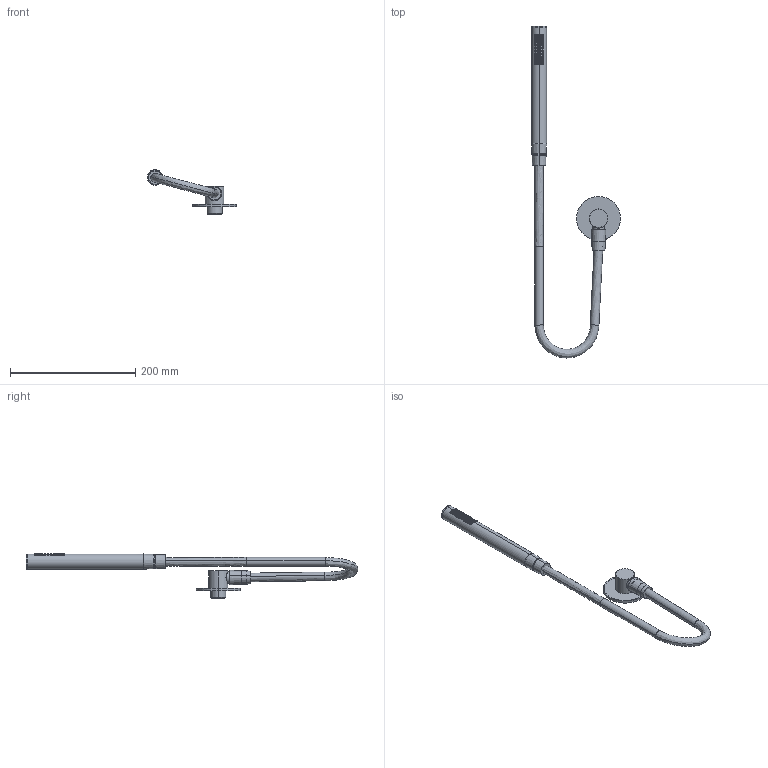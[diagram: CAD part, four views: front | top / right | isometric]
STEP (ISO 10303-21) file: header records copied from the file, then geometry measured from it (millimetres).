
FILE_DESCRIPTION (( 'STEP AP214' ), '1' );
FILE_NAME ('CHV.0004 3D.STEP', '2023-08-01T09:46:58', ( '' ), ( '' ), 'SwSTEP 2.0', 'SolidWorks 2022', '' );
FILE_SCHEMA (( 'AUTOMOTIVE_DESIGN' ));
Length unit declared in the file: millimetre
Products named in the file (5): 0001-CHUVEIRO_DE_MÃO_CILINDRICO_000000000000; 0001-ESPELHO_Ø70_TOMADA_DE_ÁGUA_000000000000; 0001-TOMADA_DE_ÁGUA_000000000000; CHV.0004 3D; 0001-FLEXIVEL_RAMPA_CILINDRICA_000000000000
Assembly tree (4 placements, depth 2):
  CHV.0004 3D
    0001-TOMADA_DE_ÁGUA_000000000000
    0001-ESPELHO_Ø70_TOMADA_DE_ÁGUA_000000000000
    0001-FLEXIVEL_RAMPA_CILINDRICA_000000000000
    0001-CHUVEIRO_DE_MÃO_CILINDRICO_000000000000
Bounding box: 141.9 x 529.24 x 70.78 mm (x, y, z)
Volume: 222027.4 mm3; surface area: 69923.3 mm2
Topology: 7 solids, 8 shells, 636 faces, 1553 edges, 1026 vertices
Faces by surface type: bspline 250, cylinder 196, cone 96, plane 76, torus 18
Entity records: 46087 total; most frequent: CARTESIAN_POINT 31784, ORIENTED_EDGE 3106, DIRECTION 1779, EDGE_CURVE 1553, VERTEX_POINT 1026, B_SPLINE_CURVE_WITH_KNOTS 940, AXIS2_PLACEMENT_3D 777, EDGE_LOOP 735
